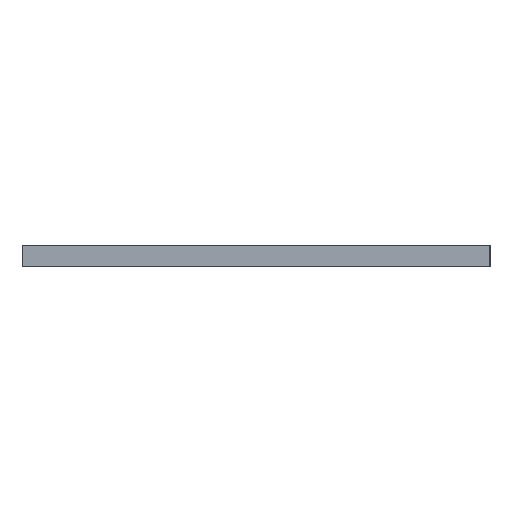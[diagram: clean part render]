
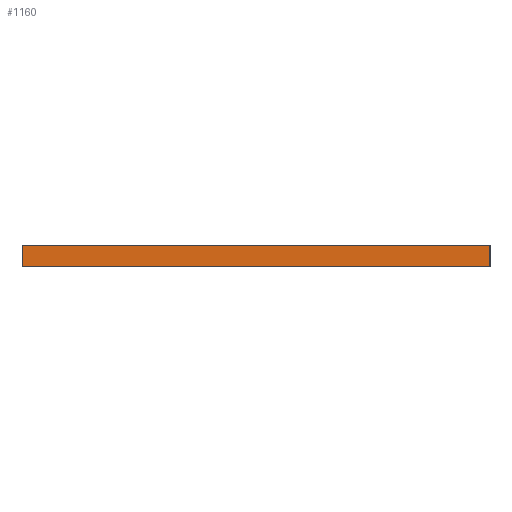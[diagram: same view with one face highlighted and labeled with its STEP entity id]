
A CAD part, left-side view. The second image highlights one B-rep face of the part: STEP entity #1160.
In plain terms, the highlighted planar face has unit normal (-1, 0, 0).
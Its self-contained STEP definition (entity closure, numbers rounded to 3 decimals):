
#233=FACE_OUTER_BOUND('',#346,.T.);
#346=EDGE_LOOP('',(#1079,#1080,#1081,#1082));
#349=LINE('',#1646,#436);
#368=LINE('',#1746,#455);
#433=LINE('',#1949,#520);
#434=LINE('',#1951,#521);
#436=VECTOR('',#1306,10.);
#455=VECTOR('',#1391,10.);
#520=VECTOR('',#1634,10.);
#521=VECTOR('',#1637,10.);
#523=VERTEX_POINT('',#1643);
#524=VERTEX_POINT('',#1645);
#569=VERTEX_POINT('',#1739);
#572=VERTEX_POINT('',#1744);
#623=EDGE_CURVE('',#523,#524,#349,.T.);
#673=EDGE_CURVE('',#572,#569,#368,.T.);
#775=EDGE_CURVE('',#572,#524,#433,.T.);
#776=EDGE_CURVE('',#569,#523,#434,.T.);
#1079=ORIENTED_EDGE('',*,*,#673,.F.);
#1080=ORIENTED_EDGE('',*,*,#775,.T.);
#1081=ORIENTED_EDGE('',*,*,#623,.F.);
#1082=ORIENTED_EDGE('',*,*,#776,.F.);
#1103=PLANE('',#1299);
#1160=ADVANCED_FACE('',(#233),#1103,.T.);
#1299=AXIS2_PLACEMENT_3D('',#1950,#1635,#1636);
#1306=DIRECTION('',(0.,-1.,0.));
#1391=DIRECTION('',(0.,1.,0.));
#1634=DIRECTION('',(0.,0.,1.));
#1635=DIRECTION('center_axis',(-1.,0.,0.));
#1636=DIRECTION('ref_axis',(0.,-1.,0.));
#1637=DIRECTION('',(0.,0.,1.));
#1643=CARTESIAN_POINT('',(-130.,53.5,5.));
#1645=CARTESIAN_POINT('',(-130.,-53.5,5.));
#1646=CARTESIAN_POINT('',(-130.,-53.5,5.));
#1739=CARTESIAN_POINT('',(-130.,53.5,0.));
#1744=CARTESIAN_POINT('',(-130.,-53.5,0.));
#1746=CARTESIAN_POINT('',(-130.,-53.5,0.));
#1949=CARTESIAN_POINT('',(-130.,-53.5,0.));
#1950=CARTESIAN_POINT('Origin',(-130.,53.5,0.));
#1951=CARTESIAN_POINT('',(-130.,53.5,0.));
